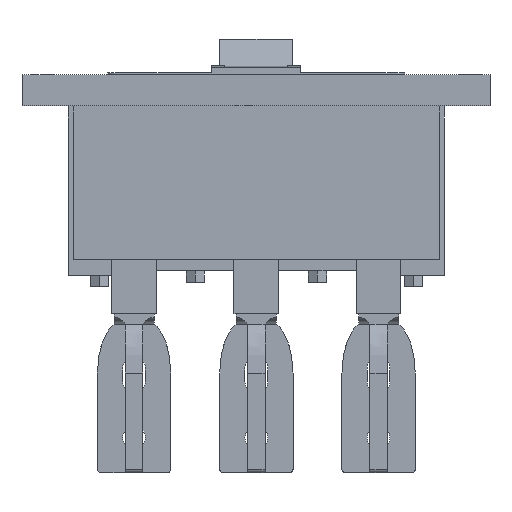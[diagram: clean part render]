
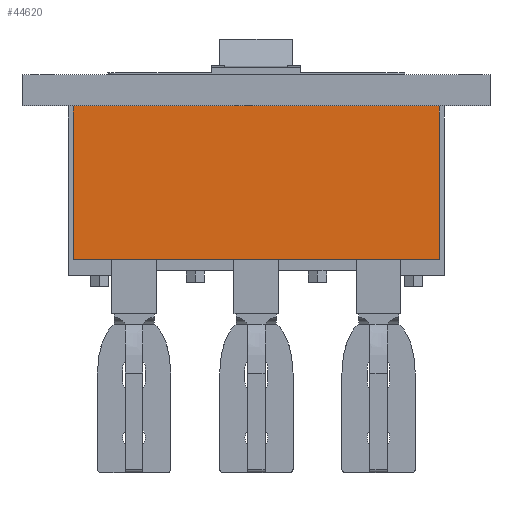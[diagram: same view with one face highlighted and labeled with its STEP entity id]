
A CAD part, front view. The second image highlights one B-rep face of the part: STEP entity #44620.
In plain terms, the highlighted planar face has unit normal (0, -1, 0).
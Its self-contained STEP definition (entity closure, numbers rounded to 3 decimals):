
#32360=CARTESIAN_POINT('',(0.,495.,-18.));
#32370=DIRECTION('',(-1.,0.,0.));
#32380=VECTOR('',#32370,1.);
#32390=LINE('',#32360,#32380);
#32400=CARTESIAN_POINT('',(270.282,495.,-18.));
#32410=VERTEX_POINT('',#32400);
#32420=CARTESIAN_POINT('',(60.682,495.,-18.));
#32430=VERTEX_POINT('',#32420);
#32440=EDGE_CURVE('',#32410,#32430,#32390,.T.);
#44170=CARTESIAN_POINT('',(270.282,495.,-106.));
#44180=VERTEX_POINT('',#44170);
#44230=CARTESIAN_POINT('',(270.282,495.,0.));
#44240=DIRECTION('',(0.,0.,-1.));
#44250=VECTOR('',#44240,1.);
#44260=LINE('',#44230,#44250);
#44270=EDGE_CURVE('',#32410,#44180,#44260,.T.);
#44390=CARTESIAN_POINT('',(299.282,495.,-115.));
#44400=DIRECTION('',(0.,1.,0.));
#44410=DIRECTION('',(0.,0.,-1.));
#44420=AXIS2_PLACEMENT_3D('',#44390,#44400,#44410);
#44430=PLANE('',#44420);
#44440=ORIENTED_EDGE('',*,*,#32440,.T.);
#44450=ORIENTED_EDGE('',*,*,#44270,.F.);
#44460=CARTESIAN_POINT('',(0.,495.,-106.));
#44470=DIRECTION('',(1.,0.,0.));
#44480=VECTOR('',#44470,1.);
#44490=LINE('',#44460,#44480);
#44500=CARTESIAN_POINT('',(60.682,495.,-106.));
#44510=VERTEX_POINT('',#44500);
#44520=EDGE_CURVE('',#44510,#44180,#44490,.T.);
#44530=ORIENTED_EDGE('',*,*,#44520,.T.);
#44540=CARTESIAN_POINT('',(60.682,495.,0.));
#44550=DIRECTION('',(0.,0.,1.));
#44560=VECTOR('',#44550,1.);
#44570=LINE('',#44540,#44560);
#44580=EDGE_CURVE('',#44510,#32430,#44570,.T.);
#44590=ORIENTED_EDGE('',*,*,#44580,.F.);
#44600=EDGE_LOOP('',(#44590,#44530,#44450,#44440));
#44610=FACE_OUTER_BOUND('',#44600,.T.);
#44620=ADVANCED_FACE('',(#44610),#44430,.F.);
